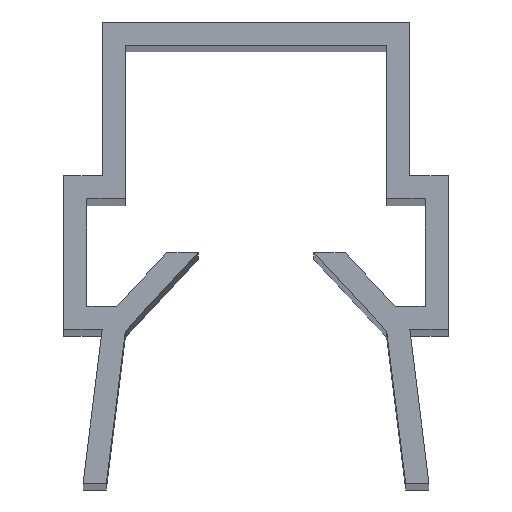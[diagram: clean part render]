
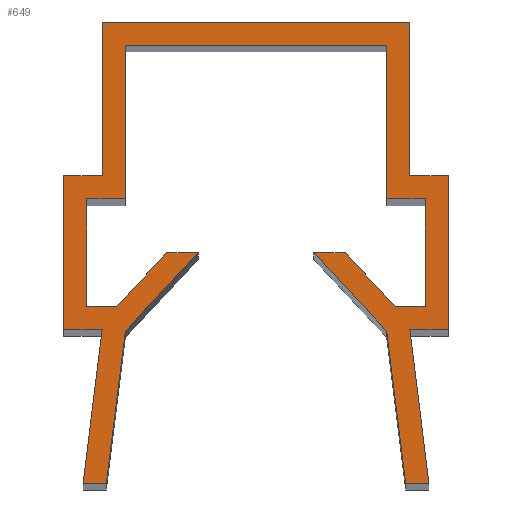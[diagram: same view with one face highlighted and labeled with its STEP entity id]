
A CAD part, top view. The second image highlights one B-rep face of the part: STEP entity #649.
In plain terms, the highlighted planar face has unit normal (0, 0, 1).
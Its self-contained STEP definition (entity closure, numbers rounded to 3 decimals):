
#43=FACE_OUTER_BOUND($,#75,.T.);
#75=EDGE_LOOP($,(#527,#528,#529,#530,#531,#532,#533,#534,#535,#536,#537,
#538,#539,#540,#541,#542,#543,#544,#545,#546,#547,#548,#549,#550,#551,#552,
#553,#554,#555,#556));
#77=LINE($,#846,#167);
#81=LINE($,#854,#171);
#84=LINE($,#860,#174);
#87=LINE($,#866,#177);
#90=LINE($,#872,#180);
#93=LINE($,#878,#183);
#96=LINE($,#884,#186);
#99=LINE($,#890,#189);
#102=LINE($,#896,#192);
#105=LINE($,#902,#195);
#108=LINE($,#908,#198);
#111=LINE($,#914,#201);
#114=LINE($,#920,#204);
#117=LINE($,#926,#207);
#120=LINE($,#932,#210);
#123=LINE($,#938,#213);
#126=LINE($,#944,#216);
#129=LINE($,#950,#219);
#132=LINE($,#956,#222);
#135=LINE($,#962,#225);
#138=LINE($,#968,#228);
#141=LINE($,#974,#231);
#144=LINE($,#980,#234);
#147=LINE($,#986,#237);
#150=LINE($,#992,#240);
#153=LINE($,#998,#243);
#156=LINE($,#1004,#246);
#159=LINE($,#1010,#249);
#162=LINE($,#1016,#252);
#165=LINE($,#1021,#255);
#167=VECTOR($,#690,6.8);
#171=VECTOR($,#696,4.);
#174=VECTOR($,#701,1.);
#177=VECTOR($,#706,2.8);
#180=VECTOR($,#711,0.776);
#183=VECTOR($,#716,1.913);
#186=VECTOR($,#721,0.82);
#189=VECTOR($,#726,2.788);
#192=VECTOR($,#731,3.991);
#195=VECTOR($,#736,0.605);
#198=VECTOR($,#741,4.031);
#201=VECTOR($,#746,1.);
#204=VECTOR($,#751,4.);
#207=VECTOR($,#756,1.);
#210=VECTOR($,#761,4.);
#213=VECTOR($,#766,8.);
#216=VECTOR($,#771,4.);
#219=VECTOR($,#776,1.);
#222=VECTOR($,#781,4.);
#225=VECTOR($,#786,1.);
#228=VECTOR($,#791,4.031);
#231=VECTOR($,#796,0.605);
#234=VECTOR($,#801,3.991);
#237=VECTOR($,#806,2.788);
#240=VECTOR($,#811,0.82);
#243=VECTOR($,#816,1.913);
#246=VECTOR($,#821,0.776);
#249=VECTOR($,#826,2.8);
#252=VECTOR($,#831,1.);
#255=VECTOR($,#836,4.);
#257=VERTEX_POINT($,#844);
#258=VERTEX_POINT($,#845);
#261=VERTEX_POINT($,#853);
#263=VERTEX_POINT($,#859);
#265=VERTEX_POINT($,#865);
#267=VERTEX_POINT($,#871);
#269=VERTEX_POINT($,#877);
#271=VERTEX_POINT($,#883);
#273=VERTEX_POINT($,#889);
#275=VERTEX_POINT($,#895);
#277=VERTEX_POINT($,#901);
#279=VERTEX_POINT($,#907);
#281=VERTEX_POINT($,#913);
#283=VERTEX_POINT($,#919);
#285=VERTEX_POINT($,#925);
#287=VERTEX_POINT($,#931);
#289=VERTEX_POINT($,#937);
#291=VERTEX_POINT($,#943);
#293=VERTEX_POINT($,#949);
#295=VERTEX_POINT($,#955);
#297=VERTEX_POINT($,#961);
#299=VERTEX_POINT($,#967);
#301=VERTEX_POINT($,#973);
#303=VERTEX_POINT($,#979);
#305=VERTEX_POINT($,#985);
#307=VERTEX_POINT($,#991);
#309=VERTEX_POINT($,#997);
#311=VERTEX_POINT($,#1003);
#313=VERTEX_POINT($,#1009);
#315=VERTEX_POINT($,#1015);
#317=EDGE_CURVE($,#257,#258,#77,.T.);
#321=EDGE_CURVE($,#258,#261,#81,.T.);
#324=EDGE_CURVE($,#261,#263,#84,.T.);
#327=EDGE_CURVE($,#263,#265,#87,.T.);
#330=EDGE_CURVE($,#265,#267,#90,.T.);
#333=EDGE_CURVE($,#267,#269,#93,.T.);
#336=EDGE_CURVE($,#269,#271,#96,.T.);
#339=EDGE_CURVE($,#271,#273,#99,.T.);
#342=EDGE_CURVE($,#273,#275,#102,.T.);
#345=EDGE_CURVE($,#275,#277,#105,.T.);
#348=EDGE_CURVE($,#277,#279,#108,.T.);
#351=EDGE_CURVE($,#279,#281,#111,.T.);
#354=EDGE_CURVE($,#281,#283,#114,.T.);
#357=EDGE_CURVE($,#283,#285,#117,.T.);
#360=EDGE_CURVE($,#285,#287,#120,.T.);
#363=EDGE_CURVE($,#287,#289,#123,.T.);
#366=EDGE_CURVE($,#289,#291,#126,.T.);
#369=EDGE_CURVE($,#291,#293,#129,.T.);
#372=EDGE_CURVE($,#293,#295,#132,.T.);
#375=EDGE_CURVE($,#295,#297,#135,.T.);
#378=EDGE_CURVE($,#297,#299,#138,.T.);
#381=EDGE_CURVE($,#299,#301,#141,.T.);
#384=EDGE_CURVE($,#301,#303,#144,.T.);
#387=EDGE_CURVE($,#303,#305,#147,.T.);
#390=EDGE_CURVE($,#305,#307,#150,.T.);
#393=EDGE_CURVE($,#307,#309,#153,.T.);
#396=EDGE_CURVE($,#309,#311,#156,.T.);
#399=EDGE_CURVE($,#311,#313,#159,.T.);
#402=EDGE_CURVE($,#313,#315,#162,.T.);
#405=EDGE_CURVE($,#315,#257,#165,.T.);
#527=ORIENTED_EDGE($,*,*,#363,.F.);
#528=ORIENTED_EDGE($,*,*,#360,.F.);
#529=ORIENTED_EDGE($,*,*,#357,.F.);
#530=ORIENTED_EDGE($,*,*,#354,.F.);
#531=ORIENTED_EDGE($,*,*,#351,.F.);
#532=ORIENTED_EDGE($,*,*,#348,.F.);
#533=ORIENTED_EDGE($,*,*,#345,.F.);
#534=ORIENTED_EDGE($,*,*,#342,.F.);
#535=ORIENTED_EDGE($,*,*,#339,.F.);
#536=ORIENTED_EDGE($,*,*,#336,.F.);
#537=ORIENTED_EDGE($,*,*,#333,.F.);
#538=ORIENTED_EDGE($,*,*,#330,.F.);
#539=ORIENTED_EDGE($,*,*,#327,.F.);
#540=ORIENTED_EDGE($,*,*,#324,.F.);
#541=ORIENTED_EDGE($,*,*,#321,.F.);
#542=ORIENTED_EDGE($,*,*,#317,.F.);
#543=ORIENTED_EDGE($,*,*,#405,.F.);
#544=ORIENTED_EDGE($,*,*,#402,.F.);
#545=ORIENTED_EDGE($,*,*,#399,.F.);
#546=ORIENTED_EDGE($,*,*,#396,.F.);
#547=ORIENTED_EDGE($,*,*,#393,.F.);
#548=ORIENTED_EDGE($,*,*,#390,.F.);
#549=ORIENTED_EDGE($,*,*,#387,.F.);
#550=ORIENTED_EDGE($,*,*,#384,.F.);
#551=ORIENTED_EDGE($,*,*,#381,.F.);
#552=ORIENTED_EDGE($,*,*,#378,.F.);
#553=ORIENTED_EDGE($,*,*,#375,.F.);
#554=ORIENTED_EDGE($,*,*,#372,.F.);
#555=ORIENTED_EDGE($,*,*,#369,.F.);
#556=ORIENTED_EDGE($,*,*,#366,.F.);
#617=PLANE($,#684);
#649=ADVANCED_FACE($,(#43),#617,.T.);
#684=AXIS2_PLACEMENT_3D($,#1023,#838,#839);
#690=DIRECTION($,(-1.,0.,0.));
#696=DIRECTION($,(0.,-1.,0.));
#701=DIRECTION($,(-1.,0.,0.));
#706=DIRECTION($,(0.,-1.,0.));
#711=DIRECTION($,(1.,0.,0.));
#716=DIRECTION($,(0.682,0.732,0.));
#721=DIRECTION($,(1.,0.,0.));
#726=DIRECTION($,(-0.682,-0.732,0.));
#731=DIRECTION($,(-0.124,-0.992,0.));
#736=DIRECTION($,(-1.,0.,0.));
#741=DIRECTION($,(0.124,0.992,0.));
#746=DIRECTION($,(-1.,0.,0.));
#751=DIRECTION($,(0.,1.,0.));
#756=DIRECTION($,(1.,0.,0.));
#761=DIRECTION($,(0.,1.,0.));
#766=DIRECTION($,(1.,0.,0.));
#771=DIRECTION($,(0.,-1.,0.));
#776=DIRECTION($,(1.,0.,0.));
#781=DIRECTION($,(0.,-1.,0.));
#786=DIRECTION($,(-1.,0.,0.));
#791=DIRECTION($,(0.124,-0.992,0.));
#796=DIRECTION($,(-1.,0.,0.));
#801=DIRECTION($,(-0.124,0.992,0.));
#806=DIRECTION($,(-0.682,0.732,0.));
#811=DIRECTION($,(1.,0.,0.));
#816=DIRECTION($,(0.682,-0.732,0.));
#821=DIRECTION($,(1.,0.,0.));
#826=DIRECTION($,(0.,1.,0.));
#831=DIRECTION($,(-1.,0.,0.));
#836=DIRECTION($,(0.,1.,0.));
#838=DIRECTION('center_axis',(0.,0.,1.));
#839=DIRECTION('ref_axis',(1.,0.,0.));
#844=CARTESIAN_POINT('',(3.4,-0.6,100.));
#845=CARTESIAN_POINT('',(-3.4,-0.6,100.));
#846=CARTESIAN_POINT($,(0.,-0.6,100.));
#853=CARTESIAN_POINT('',(-3.4,-4.6,100.));
#854=CARTESIAN_POINT($,(-3.4,-3.3,100.));
#859=CARTESIAN_POINT('',(-4.4,-4.6,100.));
#860=CARTESIAN_POINT($,(-1.7,-4.6,100.));
#865=CARTESIAN_POINT('',(-4.4,-7.4,100.));
#866=CARTESIAN_POINT($,(-4.4,-5.3,100.));
#871=CARTESIAN_POINT('',(-3.624,-7.4,100.));
#872=CARTESIAN_POINT($,(-2.2,-7.4,100.));
#877=CARTESIAN_POINT('',(-2.32,-6.,100.));
#878=CARTESIAN_POINT($,(-2.433,-6.121,100.));
#883=CARTESIAN_POINT('',(-1.5,-6.,100.));
#884=CARTESIAN_POINT($,(-1.16,-6.,100.));
#889=CARTESIAN_POINT('',(-3.4,-8.04,100.));
#890=CARTESIAN_POINT($,(-1.152,-5.626,100.));
#895=CARTESIAN_POINT('',(-3.895,-12.,100.));
#896=CARTESIAN_POINT($,(-3.249,-6.826,100.));
#901=CARTESIAN_POINT('',(-4.5,-12.,100.));
#902=CARTESIAN_POINT($,(-1.948,-12.,100.));
#907=CARTESIAN_POINT('',(-4.,-8.,100.));
#908=CARTESIAN_POINT($,(-4.096,-8.769,100.));
#913=CARTESIAN_POINT('',(-5.,-8.,100.));
#914=CARTESIAN_POINT($,(-2.,-8.,100.));
#919=CARTESIAN_POINT('',(-5.,-4.,100.));
#920=CARTESIAN_POINT($,(-5.,-7.,100.));
#925=CARTESIAN_POINT('',(-4.,-4.,100.));
#926=CARTESIAN_POINT($,(-2.5,-4.,100.));
#931=CARTESIAN_POINT('',(-4.,0.,100.));
#932=CARTESIAN_POINT($,(-4.,-5.,100.));
#937=CARTESIAN_POINT('',(4.,0.,100.));
#938=CARTESIAN_POINT($,(0.,0.,100.));
#943=CARTESIAN_POINT('',(4.,-4.,100.));
#944=CARTESIAN_POINT($,(4.,-3.,100.));
#949=CARTESIAN_POINT('',(5.,-4.,100.));
#950=CARTESIAN_POINT($,(2.,-4.,100.));
#955=CARTESIAN_POINT('',(5.,-8.,100.));
#956=CARTESIAN_POINT($,(5.,-5.,100.));
#961=CARTESIAN_POINT('',(4.,-8.,100.));
#962=CARTESIAN_POINT($,(2.5,-8.,100.));
#967=CARTESIAN_POINT('',(4.5,-12.,100.));
#968=CARTESIAN_POINT($,(3.846,-6.769,100.));
#973=CARTESIAN_POINT('',(3.895,-12.,100.));
#974=CARTESIAN_POINT($,(2.25,-12.,100.));
#979=CARTESIAN_POINT('',(3.4,-8.04,100.));
#980=CARTESIAN_POINT($,(3.496,-8.806,100.));
#985=CARTESIAN_POINT('',(1.5,-6.,100.));
#986=CARTESIAN_POINT($,(2.102,-6.646,100.));
#991=CARTESIAN_POINT('',(2.32,-6.,100.));
#992=CARTESIAN_POINT($,(0.75,-6.,100.));
#997=CARTESIAN_POINT('',(3.624,-7.4,100.));
#998=CARTESIAN_POINT($,(1.781,-5.421,100.));
#1003=CARTESIAN_POINT('',(4.4,-7.4,100.));
#1004=CARTESIAN_POINT($,(1.812,-7.4,100.));
#1009=CARTESIAN_POINT('',(4.4,-4.6,100.));
#1010=CARTESIAN_POINT($,(4.4,-6.7,100.));
#1015=CARTESIAN_POINT('',(3.4,-4.6,100.));
#1016=CARTESIAN_POINT($,(2.2,-4.6,100.));
#1021=CARTESIAN_POINT($,(3.4,-5.3,100.));
#1023=CARTESIAN_POINT('Origin',(0.,-6.,100.));
